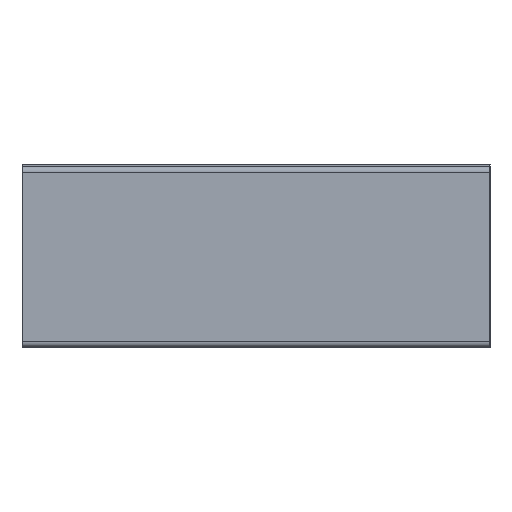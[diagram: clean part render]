
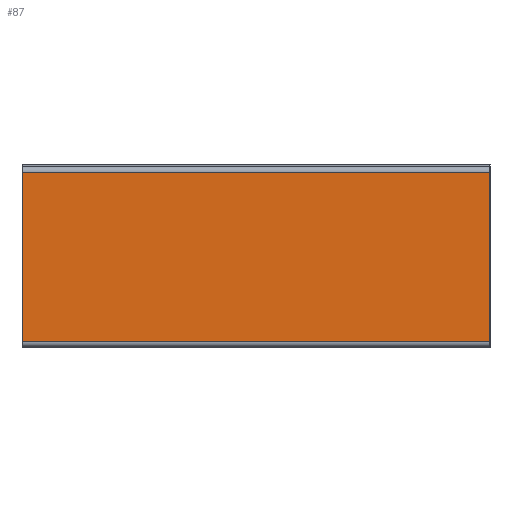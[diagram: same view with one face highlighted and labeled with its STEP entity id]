
A CAD part, left-side view. The second image highlights one B-rep face of the part: STEP entity #87.
In plain terms, the highlighted planar face has unit normal (-1, 0, 0).
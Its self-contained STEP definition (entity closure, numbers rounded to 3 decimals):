
#12 = VERTEX_POINT ( 'NONE', #1180 ) ;
#22 = DIRECTION ( 'NONE',  ( 0., 0., 1. ) ) ;
#80 = LINE ( 'NONE', #1960, #202 ) ;
#83 = DIRECTION ( 'NONE',  ( 0., 0., 1. ) ) ;
#87 = ADVANCED_FACE ( 'NONE', ( #2419 ), #2048, .T. ) ;
#103 = ORIENTED_EDGE ( 'NONE', *, *, #1018, .F. ) ;
#173 = VERTEX_POINT ( 'NONE', #297 ) ;
#202 = VECTOR ( 'NONE', #1008, 1000. ) ;
#233 = DIRECTION ( 'NONE',  ( 0., 0., 1. ) ) ;
#297 = CARTESIAN_POINT ( 'NONE',  ( -1.55, 0.775, 0.02 ) ) ;
#322 = AXIS2_PLACEMENT_3D ( 'NONE', #1144, #1566, #233 ) ;
#835 = CARTESIAN_POINT ( 'NONE',  ( -1.55, -0.775, 0.02 ) ) ;
#983 = DIRECTION ( 'NONE',  ( 0., 1., 0. ) ) ;
#1008 = DIRECTION ( 'NONE',  ( 0., 1., 0. ) ) ;
#1018 = EDGE_CURVE ( 'NONE', #173, #1894, #1669, .T. ) ;
#1126 = EDGE_CURVE ( 'NONE', #1868, #173, #80, .T. ) ;
#1144 = CARTESIAN_POINT ( 'NONE',  ( -1.55, -0.775, 0.58 ) ) ;
#1166 = LINE ( 'NONE', #2277, #1539 ) ;
#1180 = CARTESIAN_POINT ( 'NONE',  ( -1.55, -0.775, 0.58 ) ) ;
#1332 = ORIENTED_EDGE ( 'NONE', *, *, #1641, .T. ) ;
#1410 = EDGE_LOOP ( 'NONE', ( #2165, #103, #1680, #1332 ) ) ;
#1447 = CARTESIAN_POINT ( 'NONE',  ( -1.55, 0.775, 0.58 ) ) ;
#1539 = VECTOR ( 'NONE', #983, 1000. ) ;
#1544 = VECTOR ( 'NONE', #83, 1000. ) ;
#1566 = DIRECTION ( 'NONE',  ( -1., 0., 0. ) ) ;
#1641 = EDGE_CURVE ( 'NONE', #1868, #12, #1993, .T. ) ;
#1669 = LINE ( 'NONE', #2426, #2371 ) ;
#1680 = ORIENTED_EDGE ( 'NONE', *, *, #1126, .F. ) ;
#1868 = VERTEX_POINT ( 'NONE', #835 ) ;
#1894 = VERTEX_POINT ( 'NONE', #1447 ) ;
#1960 = CARTESIAN_POINT ( 'NONE',  ( -1.55, -0.775, 0.02 ) ) ;
#1993 = LINE ( 'NONE', #2322, #1544 ) ;
#2043 = EDGE_CURVE ( 'NONE', #12, #1894, #1166, .T. ) ;
#2048 = PLANE ( 'NONE',  #322 ) ;
#2165 = ORIENTED_EDGE ( 'NONE', *, *, #2043, .T. ) ;
#2277 = CARTESIAN_POINT ( 'NONE',  ( -1.55, -0.775, 0.58 ) ) ;
#2322 = CARTESIAN_POINT ( 'NONE',  ( -1.55, -0.775, 0.58 ) ) ;
#2371 = VECTOR ( 'NONE', #22, 1000. ) ;
#2419 = FACE_OUTER_BOUND ( 'NONE', #1410, .T. ) ;
#2426 = CARTESIAN_POINT ( 'NONE',  ( -1.55, 0.775, 0.58 ) ) ;
